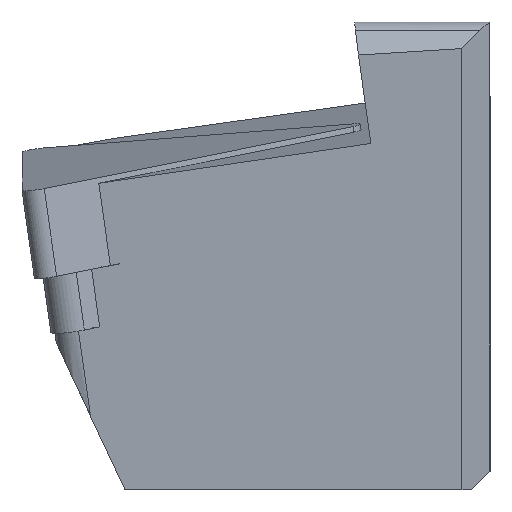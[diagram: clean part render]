
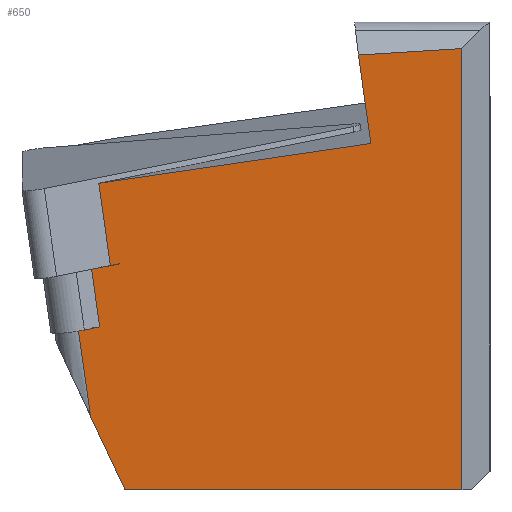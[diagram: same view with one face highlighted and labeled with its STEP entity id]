
A CAD part, left-side view. The second image highlights one B-rep face of the part: STEP entity #650.
In plain terms, the highlighted planar face has unit normal (-0.993, -0.068, -0.096).
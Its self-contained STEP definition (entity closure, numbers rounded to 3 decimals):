
#650=ADVANCED_FACE('',(#759),#716,.F.);
#716=PLANE('',#1803);
#759=FACE_OUTER_BOUND('',#815,.T.);
#815=EDGE_LOOP('',(#966,#967,#968,#969,#970,#971,#972,#973,#974,#975,#976));
#966=ORIENTED_EDGE('',*,*,#1422,.F.);
#967=ORIENTED_EDGE('',*,*,#1398,.F.);
#968=ORIENTED_EDGE('',*,*,#1423,.F.);
#969=ORIENTED_EDGE('',*,*,#1411,.T.);
#970=ORIENTED_EDGE('',*,*,#1424,.T.);
#971=ORIENTED_EDGE('',*,*,#1425,.T.);
#972=ORIENTED_EDGE('',*,*,#1426,.T.);
#973=ORIENTED_EDGE('',*,*,#1427,.F.);
#974=ORIENTED_EDGE('',*,*,#1428,.F.);
#975=ORIENTED_EDGE('',*,*,#1429,.F.);
#976=ORIENTED_EDGE('',*,*,#1430,.T.);
#1279=VERTEX_POINT('',#2284);
#1281=VERTEX_POINT('',#2288);
#1294=VERTEX_POINT('',#2316);
#1295=VERTEX_POINT('',#2318);
#1302=VERTEX_POINT('',#2339);
#1303=VERTEX_POINT('',#2342);
#1304=VERTEX_POINT('',#2344);
#1305=VERTEX_POINT('',#2346);
#1306=VERTEX_POINT('',#2348);
#1307=VERTEX_POINT('',#2350);
#1308=VERTEX_POINT('',#2352);
#1398=EDGE_CURVE('',#1281,#1279,#1567,.T.);
#1411=EDGE_CURVE('',#1295,#1294,#1578,.T.);
#1422=EDGE_CURVE('',#1279,#1302,#1588,.T.);
#1423=EDGE_CURVE('',#1295,#1281,#1589,.T.);
#1424=EDGE_CURVE('',#1294,#1303,#1590,.T.);
#1425=EDGE_CURVE('',#1303,#1304,#1591,.T.);
#1426=EDGE_CURVE('',#1304,#1305,#1592,.T.);
#1427=EDGE_CURVE('',#1306,#1305,#1593,.T.);
#1428=EDGE_CURVE('',#1307,#1306,#1594,.T.);
#1429=EDGE_CURVE('',#1308,#1307,#1595,.T.);
#1430=EDGE_CURVE('',#1308,#1302,#1596,.T.);
#1567=LINE('',#2289,#1682);
#1578=LINE('',#2317,#1693);
#1588=LINE('',#2338,#1703);
#1589=LINE('',#2340,#1704);
#1590=LINE('',#2341,#1705);
#1591=LINE('',#2343,#1706);
#1592=LINE('',#2345,#1707);
#1593=LINE('',#2347,#1708);
#1594=LINE('',#2349,#1709);
#1595=LINE('',#2351,#1710);
#1596=LINE('',#2353,#1711);
#1682=VECTOR('',#1933,1.);
#1693=VECTOR('',#1952,1.);
#1703=VECTOR('',#1970,1.);
#1704=VECTOR('',#1971,1.);
#1705=VECTOR('',#1972,1.);
#1706=VECTOR('',#1973,1.);
#1707=VECTOR('',#1974,1.);
#1708=VECTOR('',#1975,1.);
#1709=VECTOR('',#1976,1.);
#1710=VECTOR('',#1977,1.);
#1711=VECTOR('',#1978,1.);
#1803=AXIS2_PLACEMENT_3D('',#2354,#1979,#1980);
#1933=DIRECTION('',(-0.105,0.138,0.985));
#1952=DIRECTION('',(0.068,-0.998,0.));
#1970=DIRECTION('',(0.053,-0.988,0.145));
#1971=DIRECTION('',(-0.115,0.42,0.9));
#1972=DIRECTION('',(-0.096,0.,0.995));
#1973=DIRECTION('',(-0.062,0.996,-0.062));
#1974=DIRECTION('',(0.105,-0.138,-0.985));
#1975=DIRECTION('',(0.053,-0.988,0.145));
#1976=DIRECTION('',(-0.105,0.138,0.985));
#1977=DIRECTION('',(0.053,-0.988,0.145));
#1978=DIRECTION('',(0.105,-0.138,-0.985));
#1979=DIRECTION('',(0.993,0.068,0.096));
#1980=DIRECTION('',(0.096,0.,-0.995));
#2284=CARTESIAN_POINT('',(2.438,21.988,-7.456));
#2288=CARTESIAN_POINT('',(2.925,21.342,-12.049));
#2289=CARTESIAN_POINT('',(-13.867,43.577,146.16));
#2316=CARTESIAN_POINT('',(4.657,1.497,-16.));
#2317=CARTESIAN_POINT('',(4.737,0.322,-16.));
#2318=CARTESIAN_POINT('',(3.432,19.5,-16.));
#2338=CARTESIAN_POINT('',(2.438,21.988,-7.456));
#2339=CARTESIAN_POINT('',(2.499,20.851,-7.29));
#2340=CARTESIAN_POINT('',(-14.826,85.864,126.318));
#2341=CARTESIAN_POINT('',(-11.031,1.497,146.434));
#2342=CARTESIAN_POINT('',(2.379,1.497,7.579));
#2343=CARTESIAN_POINT('',(9.718,-116.824,14.918));
#2344=CARTESIAN_POINT('',(2.036,7.026,7.236));
#2345=CARTESIAN_POINT('',(1.573,7.64,11.607));
#2346=CARTESIAN_POINT('',(2.538,6.362,2.508));
#2347=CARTESIAN_POINT('',(2.846,0.643,3.344));
#2348=CARTESIAN_POINT('',(1.755,20.898,0.382));
#2349=CARTESIAN_POINT('',(-13.751,41.43,146.474));
#2350=CARTESIAN_POINT('',(2.222,20.279,-4.02));
#2351=CARTESIAN_POINT('',(2.107,22.427,-4.334));
#2352=CARTESIAN_POINT('',(2.168,21.29,-4.168));
#2353=CARTESIAN_POINT('',(0.735,23.187,9.333));
#2354=CARTESIAN_POINT('',(-13.867,43.577,146.16));
